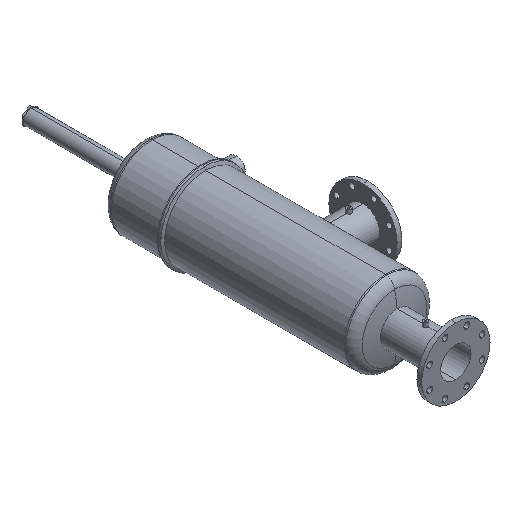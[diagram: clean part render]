
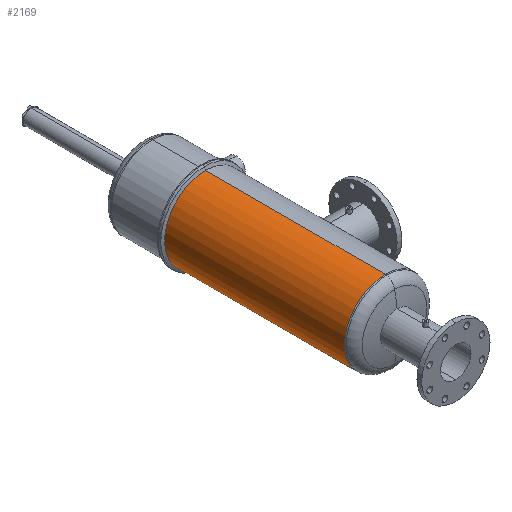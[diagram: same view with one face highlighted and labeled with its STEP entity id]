
A CAD part, isometric view. The second image highlights one B-rep face of the part: STEP entity #2169.
In plain terms, the highlighted cylindrical face has radius 136.531 mm (diameter 273.063 mm), a partial arc.
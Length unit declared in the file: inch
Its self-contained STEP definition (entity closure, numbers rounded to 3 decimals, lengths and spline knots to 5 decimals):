
#127 = CARTESIAN_POINT ( 'NONE',  ( 0., 9.31155, 0. ) ) ;
#188 = CARTESIAN_POINT ( 'NONE',  ( 0., 0., -5.37525 ) ) ;
#233 = EDGE_CURVE ( 'NONE', #3523, #3188, #2525, .T. ) ;
#239 = AXIS2_PLACEMENT_3D ( 'NONE', #127, #1469, #4177 ) ;
#591 = CYLINDRICAL_SURFACE ( 'NONE', #3366, 5.37525 ) ;
#621 = ORIENTED_EDGE ( 'NONE', *, *, #233, .F. ) ;
#626 = EDGE_LOOP ( 'NONE', ( #621, #757, #2314, #4491 ) ) ;
#655 = DIRECTION ( 'NONE',  ( 0., -1., 0. ) ) ;
#757 = ORIENTED_EDGE ( 'NONE', *, *, #1192, .T. ) ;
#1192 = EDGE_CURVE ( 'NONE', #3523, #2498, #2899, .T. ) ;
#1287 = CARTESIAN_POINT ( 'NONE',  ( 0., 33.02429, 5.37525 ) ) ;
#1295 = EDGE_CURVE ( 'NONE', #3483, #3188, #2186, .T. ) ;
#1469 = DIRECTION ( 'NONE',  ( 0., 1., 0. ) ) ;
#2067 = AXIS2_PLACEMENT_3D ( 'NONE', #2915, #655, #3845 ) ;
#2169 = ADVANCED_FACE ( 'NONE', ( #5231 ), #591, .T. ) ;
#2186 = CIRCLE ( 'NONE', #239, 5.37525 ) ;
#2222 = VECTOR ( 'NONE', #5744, 39.37008 ) ;
#2248 = CARTESIAN_POINT ( 'NONE',  ( 0., 9.31155, -5.37525 ) ) ;
#2314 = ORIENTED_EDGE ( 'NONE', *, *, #3189, .T. ) ;
#2498 = VERTEX_POINT ( 'NONE', #5126 ) ;
#2525 = LINE ( 'NONE', #3474, #3814 ) ;
#2632 = DIRECTION ( 'NONE',  ( 0., -1., 0. ) ) ;
#2899 = CIRCLE ( 'NONE', #2067, 5.37525 ) ;
#2915 = CARTESIAN_POINT ( 'NONE',  ( 0., 33.02429, 0. ) ) ;
#2997 = CARTESIAN_POINT ( 'NONE',  ( 0., 9.31155, 5.37525 ) ) ;
#3104 = CARTESIAN_POINT ( 'NONE',  ( 0., 0., 0. ) ) ;
#3188 = VERTEX_POINT ( 'NONE', #2997 ) ;
#3189 = EDGE_CURVE ( 'NONE', #2498, #3483, #4004, .T. ) ;
#3366 = AXIS2_PLACEMENT_3D ( 'NONE', #3104, #4581, #5053 ) ;
#3474 = CARTESIAN_POINT ( 'NONE',  ( 0., 0., 5.37525 ) ) ;
#3483 = VERTEX_POINT ( 'NONE', #2248 ) ;
#3523 = VERTEX_POINT ( 'NONE', #1287 ) ;
#3814 = VECTOR ( 'NONE', #2632, 39.37008 ) ;
#3845 = DIRECTION ( 'NONE',  ( 0., 0., -1. ) ) ;
#4004 = LINE ( 'NONE', #188, #2222 ) ;
#4177 = DIRECTION ( 'NONE',  ( 0., 0., 1. ) ) ;
#4491 = ORIENTED_EDGE ( 'NONE', *, *, #1295, .T. ) ;
#4581 = DIRECTION ( 'NONE',  ( 0., -1., 0. ) ) ;
#5053 = DIRECTION ( 'NONE',  ( 0., 0., -1. ) ) ;
#5126 = CARTESIAN_POINT ( 'NONE',  ( 0., 33.02429, -5.37525 ) ) ;
#5231 = FACE_OUTER_BOUND ( 'NONE', #626, .T. ) ;
#5744 = DIRECTION ( 'NONE',  ( 0., -1., 0. ) ) ;
